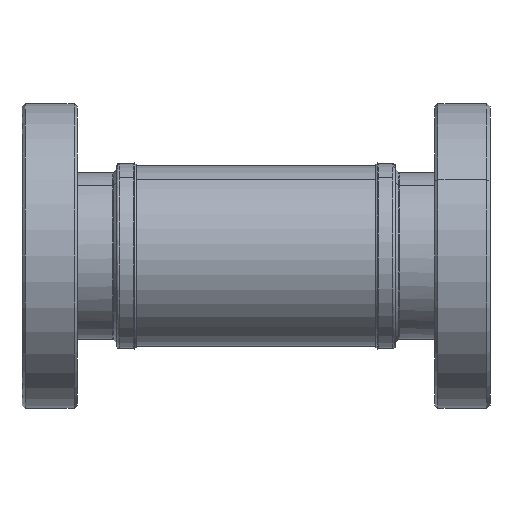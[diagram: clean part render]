
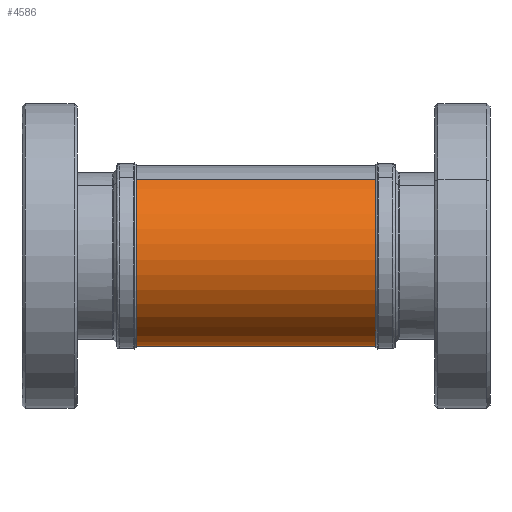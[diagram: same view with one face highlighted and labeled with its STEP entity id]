
A CAD part, left-side view. The second image highlights one B-rep face of the part: STEP entity #4586.
In plain terms, the highlighted cylindrical face has radius 20.637 mm (diameter 41.275 mm), a partial arc.
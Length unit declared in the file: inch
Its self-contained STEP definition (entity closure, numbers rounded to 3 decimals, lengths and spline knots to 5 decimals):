
#150 = VERTEX_POINT ( 'NONE', #6028 ) ;
#211 = AXIS2_PLACEMENT_3D ( 'NONE', #3263, #3264, #3265 ) ;
#227 = VECTOR ( 'NONE', #3260, 39.37008 ) ;
#258 = CIRCLE ( 'NONE', #211, 0.8125 ) ;
#274 = CIRCLE ( 'NONE', #275, 0.8125 ) ;
#275 = AXIS2_PLACEMENT_3D ( 'NONE', #3355, #3356, #3357 ) ;
#297 = VECTOR ( 'NONE', #3346, 39.37008 ) ;
#366 = CIRCLE ( 'NONE', #374, 0.8125 ) ;
#374 = AXIS2_PLACEMENT_3D ( 'NONE', #3407, #3408, #3409 ) ;
#377 = CIRCLE ( 'NONE', #379, 0.8125 ) ;
#379 = AXIS2_PLACEMENT_3D ( 'NONE', #3416, #3417, #3418 ) ;
#427 = VERTEX_POINT ( 'NONE', #6053 ) ;
#473 = VERTEX_POINT ( 'NONE', #6088 ) ;
#477 = VERTEX_POINT ( 'NONE', #6092 ) ;
#478 = VERTEX_POINT ( 'NONE', #6093 ) ;
#515 = VERTEX_POINT ( 'NONE', #6104 ) ;
#873 = ORIENTED_EDGE ( 'NONE', *, *, #4710, .T. ) ;
#893 = ORIENTED_EDGE ( 'NONE', *, *, #4683, .T. ) ;
#902 = ORIENTED_EDGE ( 'NONE', *, *, #4682, .F. ) ;
#906 = ORIENTED_EDGE ( 'NONE', *, *, #4713, .T. ) ;
#1084 = ORIENTED_EDGE ( 'NONE', *, *, #4731, .T. ) ;
#1128 = ORIENTED_EDGE ( 'NONE', *, *, #4733, .T. ) ;
#1164 = EDGE_LOOP ( 'NONE', ( #902, #1128, #893, #873, #906, #1084 ) ) ;
#1361 = AXIS2_PLACEMENT_3D ( 'NONE', #2891, #2888, #2894 ) ;
#2888 = DIRECTION ( 'NONE',  ( 0., -1., 0. ) ) ;
#2890 = FACE_OUTER_BOUND ( 'NONE', #1164, .T. ) ;
#2891 = CARTESIAN_POINT ( 'NONE',  ( 0., -3.73494, 0. ) ) ;
#2893 = CYLINDRICAL_SURFACE ( 'NONE', #1361, 0.8125 ) ;
#2894 = DIRECTION ( 'NONE',  ( 0.536, 0., -0.844 ) ) ;
#3251 = LINE ( 'NONE', #3259, #227 ) ;
#3259 = CARTESIAN_POINT ( 'NONE',  ( -0.43521, -3.73494, 0.68611 ) ) ;
#3260 = DIRECTION ( 'NONE',  ( 0., -1., 0. ) ) ;
#3263 = CARTESIAN_POINT ( 'NONE',  ( 0., -2.1744, 0. ) ) ;
#3264 = DIRECTION ( 'NONE',  ( 0., -1., 0. ) ) ;
#3265 = DIRECTION ( 'NONE',  ( 0.536, 0., -0.844 ) ) ;
#3338 = LINE ( 'NONE', #3345, #297 ) ;
#3345 = CARTESIAN_POINT ( 'NONE',  ( 0.43521, -3.73494, -0.68611 ) ) ;
#3346 = DIRECTION ( 'NONE',  ( 0., -1., 0. ) ) ;
#3355 = CARTESIAN_POINT ( 'NONE',  ( 0., -4.6194, 0. ) ) ;
#3356 = DIRECTION ( 'NONE',  ( 0., 1., 0. ) ) ;
#3357 = DIRECTION ( 'NONE',  ( 0.536, 0., -0.844 ) ) ;
#3407 = CARTESIAN_POINT ( 'NONE',  ( 0., -4.6194, 0. ) ) ;
#3408 = DIRECTION ( 'NONE',  ( 0., 1., 0. ) ) ;
#3409 = DIRECTION ( 'NONE',  ( 0.536, 0., -0.844 ) ) ;
#3416 = CARTESIAN_POINT ( 'NONE',  ( 0., -2.1744, 0. ) ) ;
#3417 = DIRECTION ( 'NONE',  ( 0., -1., 0. ) ) ;
#3418 = DIRECTION ( 'NONE',  ( 0.536, 0., -0.844 ) ) ;
#4586 = ADVANCED_FACE ( 'NONE', ( #2890 ), #2893, .T. ) ;
#4682 = EDGE_CURVE ( 'NONE', #515, #477, #3251, .T. ) ;
#4683 = EDGE_CURVE ( 'NONE', #427, #478, #258, .T. ) ;
#4710 = EDGE_CURVE ( 'NONE', #478, #473, #3338, .T. ) ;
#4713 = EDGE_CURVE ( 'NONE', #473, #150, #274, .T. ) ;
#4731 = EDGE_CURVE ( 'NONE', #150, #477, #366, .T. ) ;
#4733 = EDGE_CURVE ( 'NONE', #515, #427, #377, .T. ) ;
#6028 = CARTESIAN_POINT ( 'NONE',  ( -0.68611, -4.6194, -0.43521 ) ) ;
#6053 = CARTESIAN_POINT ( 'NONE',  ( -0.68611, -2.1744, -0.43521 ) ) ;
#6088 = CARTESIAN_POINT ( 'NONE',  ( 0.43521, -4.6194, -0.68611 ) ) ;
#6092 = CARTESIAN_POINT ( 'NONE',  ( -0.43521, -4.6194, 0.68611 ) ) ;
#6093 = CARTESIAN_POINT ( 'NONE',  ( 0.43521, -2.1744, -0.68611 ) ) ;
#6104 = CARTESIAN_POINT ( 'NONE',  ( -0.43521, -2.1744, 0.68611 ) ) ;
